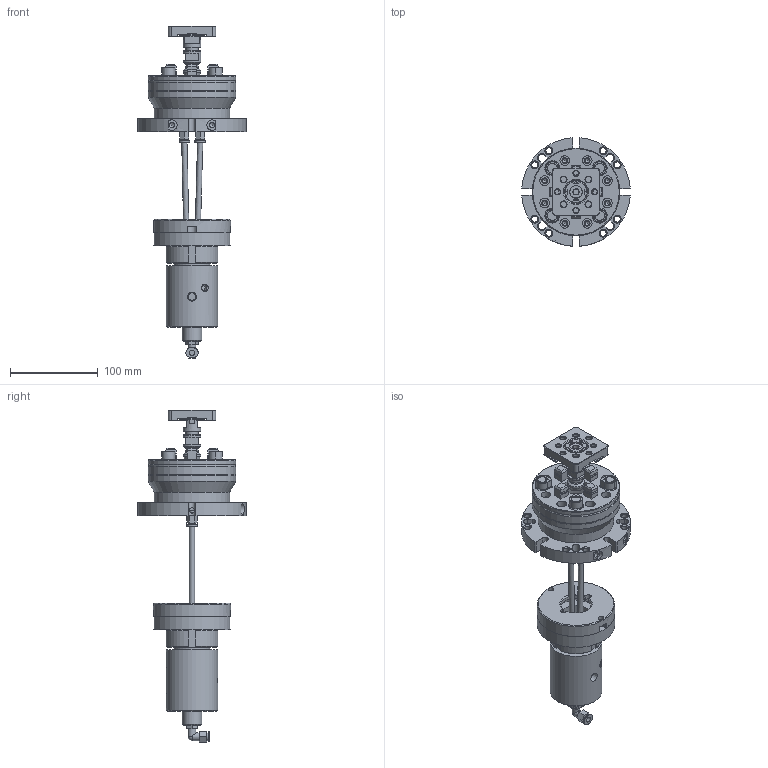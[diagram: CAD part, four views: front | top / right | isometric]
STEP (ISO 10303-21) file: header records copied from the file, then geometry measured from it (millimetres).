
FILE_DESCRIPTION(/* description */ (''),/* implementation_level */ '2;1');
FILE_NAME(/* name */ '',/* time_stamp */ '2021-08-24T19:11:42+08:00',/* author */ (''),/* organization */ (''),/* preprocessor_version */ 'ST-DEVELOPER v11',/* originating_system */ 'SIEMENS PLM Software NX 7.0',/* authorisation */ '');
FILE_SCHEMA (('CONFIG_CONTROL_DESIGN'));
Length unit declared in the file: millimetre
Products named in the file (1): Admi35DBc47h
Bounding box: 123.67 x 123.67 x 378.5 mm (x, y, z)
Volume: 784837.2 mm3; surface area: 193738.1 mm2
Topology: 14 solids, 14 shells, 1159 faces, 3004 edges, 1944 vertices
Faces by surface type: plane 572, cylinder 358, cone 206, torus 15, bspline 5, sphere 2, extrusion 1
Full cylindrical faces by diameter (mm): 1.5 x8, 3 x2, 3.3 x1, 4 x3, 4.2 x4, 5 x16, 5.5 x4, 6 x24, 6.35 x2, 6.5 x11, 6.8 x13, 7 x1, 8 x2, 9 x5, 10 x3, 11 x16, 12 x2, 14 x2, 14.3 x1, 20 x4, 22 x1, 25 x1, 26.5 x1, 28 x3, 30 x1, 35 x1, 38 x1, 40 x2, 42 x2, 46.6 x1
Entity records: 35159 total; most frequent: CARTESIAN_POINT 8399, DIRECTION 5549, ORIENTED_EDGE 5176, EDGE_CURVE 2588, AXIS2_PLACEMENT_3D 2165, VERTEX_POINT 1808, EDGE_LOOP 1602, VECTOR 1219
